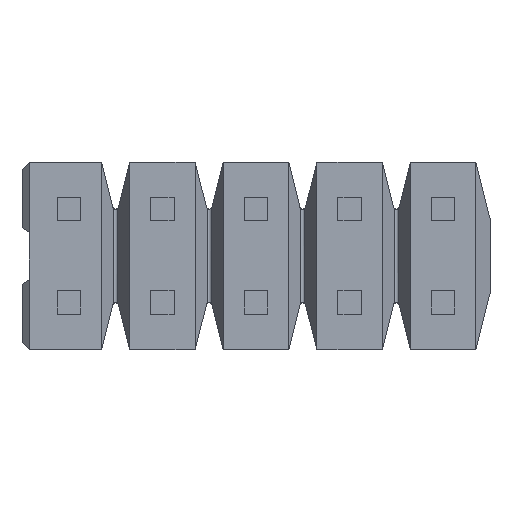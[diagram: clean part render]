
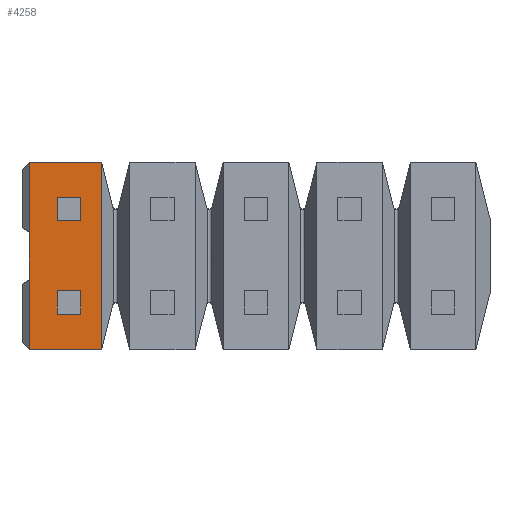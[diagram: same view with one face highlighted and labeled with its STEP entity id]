
A CAD part, top view. The second image highlights one B-rep face of the part: STEP entity #4258.
In plain terms, the highlighted planar face has unit normal (0, 0, 1).
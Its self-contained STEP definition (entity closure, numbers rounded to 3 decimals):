
#99=FACE_BOUND('',#374,.T.);
#100=FACE_BOUND('',#375,.T.);
#120=FACE_OUTER_BOUND('',#373,.T.);
#373=EDGE_LOOP('',(#2848,#2849,#2850,#2851,#2852,#2853));
#374=EDGE_LOOP('',(#2854,#2855,#2856,#2857));
#375=EDGE_LOOP('',(#2858,#2859,#2860,#2861));
#632=LINE('',#5959,#1199);
#636=LINE('',#5967,#1203);
#687=LINE('',#6073,#1254);
#688=LINE('',#6075,#1255);
#689=LINE('',#6077,#1256);
#690=LINE('',#6078,#1257);
#691=LINE('',#6081,#1258);
#692=LINE('',#6083,#1259);
#693=LINE('',#6085,#1260);
#694=LINE('',#6086,#1261);
#695=LINE('',#6089,#1262);
#696=LINE('',#6091,#1263);
#697=LINE('',#6093,#1264);
#698=LINE('',#6094,#1265);
#1199=VECTOR('',#4812,1.5);
#1203=VECTOR('',#4820,1.);
#1254=VECTOR('',#4881,1.5);
#1255=VECTOR('',#4882,1.55);
#1256=VECTOR('',#4883,4.);
#1257=VECTOR('',#4884,1.55);
#1258=VECTOR('',#4885,0.5);
#1259=VECTOR('',#4886,0.5);
#1260=VECTOR('',#4887,0.5);
#1261=VECTOR('',#4888,0.5);
#1262=VECTOR('',#4889,0.5);
#1263=VECTOR('',#4890,0.5);
#1264=VECTOR('',#4891,0.5);
#1265=VECTOR('',#4892,0.5);
#1765=VERTEX_POINT('',#5956);
#1766=VERTEX_POINT('',#5958);
#1768=VERTEX_POINT('',#5966);
#1818=VERTEX_POINT('',#6072);
#1819=VERTEX_POINT('',#6074);
#1820=VERTEX_POINT('',#6076);
#1821=VERTEX_POINT('',#6079);
#1822=VERTEX_POINT('',#6080);
#1823=VERTEX_POINT('',#6082);
#1824=VERTEX_POINT('',#6084);
#1825=VERTEX_POINT('',#6087);
#1826=VERTEX_POINT('',#6088);
#1827=VERTEX_POINT('',#6090);
#1828=VERTEX_POINT('',#6092);
#2166=EDGE_CURVE('',#1765,#1766,#632,.T.);
#2170=EDGE_CURVE('',#1768,#1765,#636,.T.);
#2221=EDGE_CURVE('',#1818,#1768,#687,.T.);
#2222=EDGE_CURVE('',#1818,#1819,#688,.T.);
#2223=EDGE_CURVE('',#1820,#1819,#689,.T.);
#2224=EDGE_CURVE('',#1766,#1820,#690,.T.);
#2225=EDGE_CURVE('',#1821,#1822,#691,.T.);
#2226=EDGE_CURVE('',#1821,#1823,#692,.T.);
#2227=EDGE_CURVE('',#1823,#1824,#693,.T.);
#2228=EDGE_CURVE('',#1822,#1824,#694,.T.);
#2229=EDGE_CURVE('',#1825,#1826,#695,.T.);
#2230=EDGE_CURVE('',#1826,#1827,#696,.T.);
#2231=EDGE_CURVE('',#1828,#1827,#697,.T.);
#2232=EDGE_CURVE('',#1825,#1828,#698,.T.);
#2848=ORIENTED_EDGE('',*,*,#2166,.F.);
#2849=ORIENTED_EDGE('',*,*,#2170,.F.);
#2850=ORIENTED_EDGE('',*,*,#2221,.F.);
#2851=ORIENTED_EDGE('',*,*,#2222,.T.);
#2852=ORIENTED_EDGE('',*,*,#2223,.F.);
#2853=ORIENTED_EDGE('',*,*,#2224,.F.);
#2854=ORIENTED_EDGE('',*,*,#2225,.F.);
#2855=ORIENTED_EDGE('',*,*,#2226,.T.);
#2856=ORIENTED_EDGE('',*,*,#2227,.T.);
#2857=ORIENTED_EDGE('',*,*,#2228,.F.);
#2858=ORIENTED_EDGE('',*,*,#2229,.T.);
#2859=ORIENTED_EDGE('',*,*,#2230,.T.);
#2860=ORIENTED_EDGE('',*,*,#2231,.F.);
#2861=ORIENTED_EDGE('',*,*,#2232,.F.);
#4033=PLANE('',#4517);
#4258=ADVANCED_FACE('',(#120,#99,#100),#4033,.T.);
#4517=AXIS2_PLACEMENT_3D('',#6071,#4879,#4880);
#4812=DIRECTION('',(0.,1.,0.));
#4820=DIRECTION('',(0.,1.,0.));
#4879=DIRECTION('center_axis',(0.,0.,1.));
#4880=DIRECTION('ref_axis',(0.,-1.,0.));
#4881=DIRECTION('',(0.,1.,0.));
#4882=DIRECTION('',(1.,0.,0.));
#4883=DIRECTION('',(0.,-1.,0.));
#4884=DIRECTION('',(1.,0.,0.));
#4885=DIRECTION('',(1.,0.,0.));
#4886=DIRECTION('',(0.,1.,0.));
#4887=DIRECTION('',(1.,0.,0.));
#4888=DIRECTION('',(0.,1.,0.));
#4889=DIRECTION('',(1.,0.,0.));
#4890=DIRECTION('',(0.,-1.,0.));
#4891=DIRECTION('',(1.,0.,0.));
#4892=DIRECTION('',(0.,-1.,0.));
#5956=CARTESIAN_POINT('',(-4.85,0.5,0.));
#5958=CARTESIAN_POINT('',(-4.85,2.,0.));
#5959=CARTESIAN_POINT('',(-4.85,0.5,0.));
#5966=CARTESIAN_POINT('',(-4.85,-0.5,0.));
#5967=CARTESIAN_POINT('',(-4.85,-0.5,0.));
#6071=CARTESIAN_POINT('Origin',(-5.,2.,0.));
#6072=CARTESIAN_POINT('',(-4.85,-2.,0.));
#6073=CARTESIAN_POINT('',(-4.85,-2.,0.));
#6074=CARTESIAN_POINT('',(-3.3,-2.,0.));
#6075=CARTESIAN_POINT('',(-4.85,-2.,0.));
#6076=CARTESIAN_POINT('',(-3.3,2.,0.));
#6077=CARTESIAN_POINT('',(-3.3,2.,0.));
#6078=CARTESIAN_POINT('',(-4.85,2.,0.));
#6079=CARTESIAN_POINT('',(-4.25,0.75,0.));
#6080=CARTESIAN_POINT('',(-3.75,0.75,0.));
#6081=CARTESIAN_POINT('',(-4.25,0.75,0.));
#6082=CARTESIAN_POINT('',(-4.25,1.25,0.));
#6083=CARTESIAN_POINT('',(-4.25,0.75,0.));
#6084=CARTESIAN_POINT('',(-3.75,1.25,0.));
#6085=CARTESIAN_POINT('',(-4.25,1.25,0.));
#6086=CARTESIAN_POINT('',(-3.75,0.75,0.));
#6087=CARTESIAN_POINT('',(-4.25,-0.75,0.));
#6088=CARTESIAN_POINT('',(-3.75,-0.75,0.));
#6089=CARTESIAN_POINT('',(-4.25,-0.75,0.));
#6090=CARTESIAN_POINT('',(-3.75,-1.25,0.));
#6091=CARTESIAN_POINT('',(-3.75,-0.75,0.));
#6092=CARTESIAN_POINT('',(-4.25,-1.25,0.));
#6093=CARTESIAN_POINT('',(-4.25,-1.25,0.));
#6094=CARTESIAN_POINT('',(-4.25,-0.75,0.));
